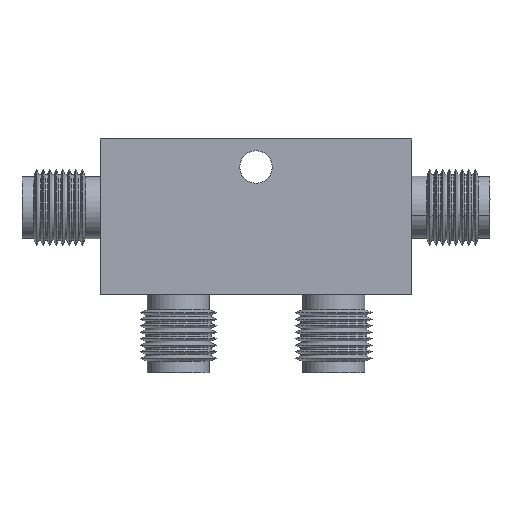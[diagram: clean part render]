
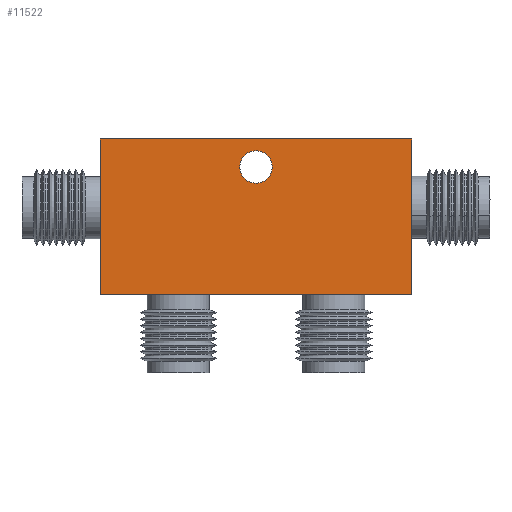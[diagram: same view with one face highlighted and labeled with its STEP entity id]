
A CAD part, front view. The second image highlights one B-rep face of the part: STEP entity #11522.
In plain terms, the highlighted planar face has unit normal (0, -1, 0).
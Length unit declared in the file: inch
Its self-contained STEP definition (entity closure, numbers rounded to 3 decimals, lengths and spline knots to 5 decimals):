
#547 = DIRECTION ( 'NONE',  ( 0., 0., 1. ) ) ;
#1311 = CARTESIAN_POINT ( 'NONE',  ( 0.5, 0., 0.25 ) ) ;
#1612 = EDGE_CURVE ( 'NONE', #25016, #35756, #27401, .T. ) ;
#1680 = CARTESIAN_POINT ( 'NONE',  ( 0., 0., 0.108 ) ) ;
#2429 = AXIS2_PLACEMENT_3D ( 'NONE', #16112, #33854, #547 ) ;
#2764 = LINE ( 'NONE', #11735, #11123 ) ;
#3461 = VERTEX_POINT ( 'NONE', #1680 ) ;
#4111 = DIRECTION ( 'NONE',  ( 0., -1., 0. ) ) ;
#4258 = DIRECTION ( 'NONE',  ( 0., 0., -1. ) ) ;
#4363 = EDGE_CURVE ( 'NONE', #35756, #19081, #9702, .T. ) ;
#4993 = ORIENTED_EDGE ( 'NONE', *, *, #4363, .F. ) ;
#5522 = EDGE_LOOP ( 'NONE', ( #35223, #35071 ) ) ;
#5820 = CARTESIAN_POINT ( 'NONE',  ( -0.5, 0., -0.25 ) ) ;
#5829 = VERTEX_POINT ( 'NONE', #28960 ) ;
#5895 = ORIENTED_EDGE ( 'NONE', *, *, #22940, .F. ) ;
#6541 = ORIENTED_EDGE ( 'NONE', *, *, #1612, .F. ) ;
#6831 = CIRCLE ( 'NONE', #2429, 0.052 ) ;
#6852 = DIRECTION ( 'NONE',  ( 0., 0., -1. ) ) ;
#7053 = CARTESIAN_POINT ( 'NONE',  ( 0., 0., 0. ) ) ;
#9702 = LINE ( 'NONE', #30947, #31203 ) ;
#9803 = DIRECTION ( 'NONE',  ( 1., 0., 0. ) ) ;
#10815 = DIRECTION ( 'NONE',  ( 0., 0., 1. ) ) ;
#11123 = VECTOR ( 'NONE', #17976, 39.37008 ) ;
#11522 = ADVANCED_FACE ( 'NONE', ( #26754, #12105 ), #38240, .T. ) ;
#11735 = CARTESIAN_POINT ( 'NONE',  ( -0.5, 0., 0.25 ) ) ;
#12105 = FACE_BOUND ( 'NONE', #5522, .T. ) ;
#13351 = CIRCLE ( 'NONE', #20214, 0.052 ) ;
#13749 = CARTESIAN_POINT ( 'NONE',  ( 0., 0., 0.16 ) ) ;
#14215 = DIRECTION ( 'NONE',  ( -1., 0., 0. ) ) ;
#14478 = CARTESIAN_POINT ( 'NONE',  ( -0.5, 0., 0.25 ) ) ;
#14918 = EDGE_CURVE ( 'NONE', #5829, #3461, #13351, .T. ) ;
#16112 = CARTESIAN_POINT ( 'NONE',  ( 0., 0., 0.16 ) ) ;
#17710 = VECTOR ( 'NONE', #14215, 39.37008 ) ;
#17976 = DIRECTION ( 'NONE',  ( 0., 0., 1. ) ) ;
#19081 = VERTEX_POINT ( 'NONE', #31089 ) ;
#20214 = AXIS2_PLACEMENT_3D ( 'NONE', #13749, #25654, #10815 ) ;
#20435 = LINE ( 'NONE', #5820, #17710 ) ;
#22940 = EDGE_CURVE ( 'NONE', #19081, #35706, #20435, .T. ) ;
#24453 = CARTESIAN_POINT ( 'NONE',  ( -0.5, 0., 0.25 ) ) ;
#25016 = VERTEX_POINT ( 'NONE', #14478 ) ;
#25654 = DIRECTION ( 'NONE',  ( 0., 1., 0. ) ) ;
#26754 = FACE_OUTER_BOUND ( 'NONE', #26982, .T. ) ;
#26982 = EDGE_LOOP ( 'NONE', ( #4993, #6541, #36833, #5895 ) ) ;
#27401 = LINE ( 'NONE', #24453, #32093 ) ;
#28960 = CARTESIAN_POINT ( 'NONE',  ( 0., 0., 0.212 ) ) ;
#30034 = EDGE_CURVE ( 'NONE', #3461, #5829, #6831, .T. ) ;
#30480 = AXIS2_PLACEMENT_3D ( 'NONE', #7053, #4111, #6852 ) ;
#30764 = CARTESIAN_POINT ( 'NONE',  ( -0.5, 0., -0.25 ) ) ;
#30947 = CARTESIAN_POINT ( 'NONE',  ( 0.5, 0., 0.25 ) ) ;
#31089 = CARTESIAN_POINT ( 'NONE',  ( 0.5, 0., -0.25 ) ) ;
#31203 = VECTOR ( 'NONE', #4258, 39.37008 ) ;
#32093 = VECTOR ( 'NONE', #9803, 39.37008 ) ;
#33055 = EDGE_CURVE ( 'NONE', #35706, #25016, #2764, .T. ) ;
#33854 = DIRECTION ( 'NONE',  ( 0., 1., 0. ) ) ;
#35071 = ORIENTED_EDGE ( 'NONE', *, *, #14918, .T. ) ;
#35223 = ORIENTED_EDGE ( 'NONE', *, *, #30034, .T. ) ;
#35706 = VERTEX_POINT ( 'NONE', #30764 ) ;
#35756 = VERTEX_POINT ( 'NONE', #1311 ) ;
#36833 = ORIENTED_EDGE ( 'NONE', *, *, #33055, .F. ) ;
#38240 = PLANE ( 'NONE',  #30480 ) ;
